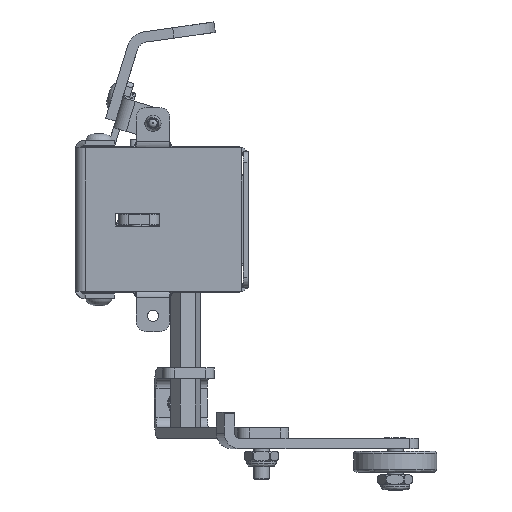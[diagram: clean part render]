
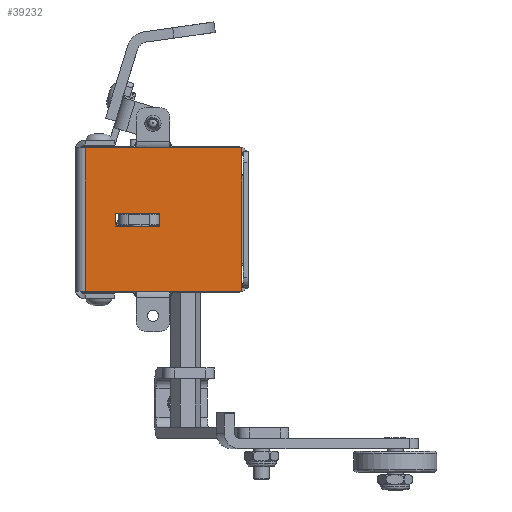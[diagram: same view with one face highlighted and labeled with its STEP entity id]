
A CAD part, left-side view. The second image highlights one B-rep face of the part: STEP entity #39232.
In plain terms, the highlighted planar face has unit normal (-1, 0, 0).
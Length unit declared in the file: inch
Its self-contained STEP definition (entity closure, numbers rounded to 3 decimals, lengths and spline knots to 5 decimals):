
#233 = VERTEX_POINT ( 'NONE', #13869 ) ;
#348 = CARTESIAN_POINT ( 'NONE',  ( 0.906, 0.075, 0.0445 ) ) ;
#424 = CARTESIAN_POINT ( 'NONE',  ( 0.906, 1.955, 0.0445 ) ) ;
#711 = DIRECTION ( 'NONE',  ( 0., 0., 1. ) ) ;
#995 = CARTESIAN_POINT ( 'NONE',  ( 0.906, 0.075, 0.0445 ) ) ;
#1925 = EDGE_CURVE ( 'NONE', #233, #49918, #16933, .T. ) ;
#5669 = AXIS2_PLACEMENT_3D ( 'NONE', #34524, #52138, #47653 ) ;
#6032 = CARTESIAN_POINT ( 'NONE',  ( 0.906, 2.075, -0.737 ) ) ;
#6501 = VECTOR ( 'NONE', #28090, 39.37008 ) ;
#7318 = CARTESIAN_POINT ( 'NONE',  ( 0.906, 1.59062, -0.737 ) ) ;
#7798 = CARTESIAN_POINT ( 'NONE',  ( 0.906, 2.075, 0.0445 ) ) ;
#8368 = EDGE_LOOP ( 'NONE', ( #46828, #42216, #29460, #26533 ) ) ;
#9422 = EDGE_CURVE ( 'NONE', #16594, #23546, #33465, .T. ) ;
#10720 = VERTEX_POINT ( 'NONE', #7318 ) ;
#11944 = VERTEX_POINT ( 'NONE', #43031 ) ;
#13145 = VECTOR ( 'NONE', #40676, 39.37008 ) ;
#13584 = FACE_OUTER_BOUND ( 'NONE', #33142, .T. ) ;
#13657 = CARTESIAN_POINT ( 'NONE',  ( 0.906, 1.59062, -0.893 ) ) ;
#13852 = FACE_BOUND ( 'NONE', #8368, .T. ) ;
#13869 = CARTESIAN_POINT ( 'NONE',  ( 0.906, 1.05937, -0.893 ) ) ;
#15182 = EDGE_CURVE ( 'NONE', #44962, #36425, #34124, .T. ) ;
#15191 = LINE ( 'NONE', #15731, #32745 ) ;
#15731 = CARTESIAN_POINT ( 'NONE',  ( 0.906, 1.05937, 0.0445 ) ) ;
#16216 = ORIENTED_EDGE ( 'NONE', *, *, #54106, .F. ) ;
#16594 = VERTEX_POINT ( 'NONE', #348 ) ;
#16933 = LINE ( 'NONE', #45991, #23884 ) ;
#17370 = ORIENTED_EDGE ( 'NONE', *, *, #25759, .T. ) ;
#18065 = DIRECTION ( 'NONE',  ( 0., 0., 1. ) ) ;
#20723 = CARTESIAN_POINT ( 'NONE',  ( 0.906, 1.59062, 0.0445 ) ) ;
#23236 = VECTOR ( 'NONE', #18065, 39.37008 ) ;
#23546 = VERTEX_POINT ( 'NONE', #53375 ) ;
#23884 = VECTOR ( 'NONE', #34484, 39.37008 ) ;
#25759 = EDGE_CURVE ( 'NONE', #36425, #16594, #30350, .T. ) ;
#26533 = ORIENTED_EDGE ( 'NONE', *, *, #42228, .T. ) ;
#27790 = ORIENTED_EDGE ( 'NONE', *, *, #9422, .T. ) ;
#28090 = DIRECTION ( 'NONE',  ( 0., -1., 0. ) ) ;
#28651 = VECTOR ( 'NONE', #711, 39.37008 ) ;
#28869 = DIRECTION ( 'NONE',  ( 0., 0., -1. ) ) ;
#29359 = LINE ( 'NONE', #20723, #34809 ) ;
#29460 = ORIENTED_EDGE ( 'NONE', *, *, #50133, .T. ) ;
#29726 = CARTESIAN_POINT ( 'NONE',  ( 0.906, 1.955, -1.6745 ) ) ;
#30350 = LINE ( 'NONE', #995, #23236 ) ;
#31159 = LINE ( 'NONE', #424, #28651 ) ;
#32390 = VECTOR ( 'NONE', #50259, 39.37008 ) ;
#32745 = VECTOR ( 'NONE', #28869, 39.37008 ) ;
#33142 = EDGE_LOOP ( 'NONE', ( #17370, #27790, #16216, #45032 ) ) ;
#33465 = LINE ( 'NONE', #7798, #32390 ) ;
#34124 = LINE ( 'NONE', #46716, #6501 ) ;
#34484 = DIRECTION ( 'NONE',  ( 0., 1., 0. ) ) ;
#34524 = CARTESIAN_POINT ( 'NONE',  ( 0.906, 2.075, 0.0445 ) ) ;
#34622 = DIRECTION ( 'NONE',  ( 0., 0., 1. ) ) ;
#34809 = VECTOR ( 'NONE', #34622, 39.37008 ) ;
#36425 = VERTEX_POINT ( 'NONE', #43572 ) ;
#39232 = ADVANCED_FACE ( 'NONE', ( #13852, #13584 ), #51862, .T. ) ;
#40676 = DIRECTION ( 'NONE',  ( 0., -1., 0. ) ) ;
#42216 = ORIENTED_EDGE ( 'NONE', *, *, #53131, .T. ) ;
#42228 = EDGE_CURVE ( 'NONE', #11944, #233, #15191, .T. ) ;
#43031 = CARTESIAN_POINT ( 'NONE',  ( 0.906, 1.05937, -0.737 ) ) ;
#43572 = CARTESIAN_POINT ( 'NONE',  ( 0.906, 0.075, -1.6745 ) ) ;
#44962 = VERTEX_POINT ( 'NONE', #29726 ) ;
#45032 = ORIENTED_EDGE ( 'NONE', *, *, #15182, .T. ) ;
#45991 = CARTESIAN_POINT ( 'NONE',  ( 0.906, 2.075, -0.893 ) ) ;
#46716 = CARTESIAN_POINT ( 'NONE',  ( 0.906, 2.075, -1.6745 ) ) ;
#46828 = ORIENTED_EDGE ( 'NONE', *, *, #1925, .T. ) ;
#47653 = DIRECTION ( 'NONE',  ( 0., 0., 1. ) ) ;
#48750 = LINE ( 'NONE', #6032, #13145 ) ;
#49918 = VERTEX_POINT ( 'NONE', #13657 ) ;
#50133 = EDGE_CURVE ( 'NONE', #10720, #11944, #48750, .T. ) ;
#50259 = DIRECTION ( 'NONE',  ( 0., 1., 0. ) ) ;
#51862 = PLANE ( 'NONE',  #5669 ) ;
#52138 = DIRECTION ( 'NONE',  ( -1., 0., 0. ) ) ;
#53131 = EDGE_CURVE ( 'NONE', #49918, #10720, #29359, .T. ) ;
#53375 = CARTESIAN_POINT ( 'NONE',  ( 0.906, 1.955, 0.0445 ) ) ;
#54106 = EDGE_CURVE ( 'NONE', #44962, #23546, #31159, .T. ) ;
